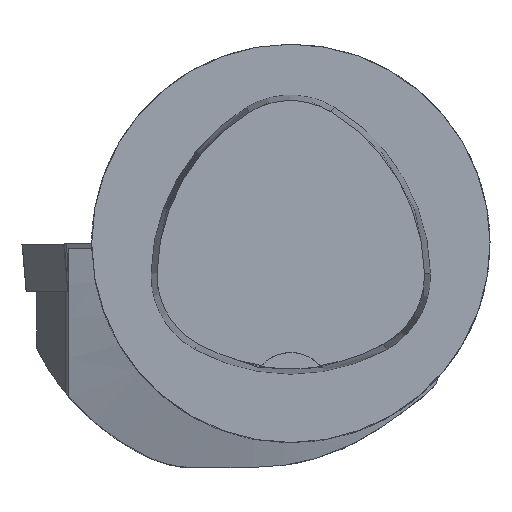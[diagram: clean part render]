
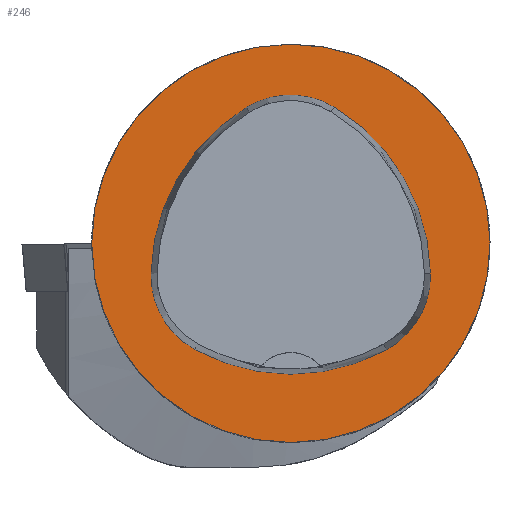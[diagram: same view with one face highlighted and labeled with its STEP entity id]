
A CAD part, top view. The second image highlights one B-rep face of the part: STEP entity #246.
In plain terms, the highlighted planar face has unit normal (0, 0, 1).
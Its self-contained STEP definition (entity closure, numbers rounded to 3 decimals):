
#246=ADVANCED_FACE('',(#486,#487),#297,.T.);
#297=PLANE('',#1410);
#486=FACE_BOUND('',#544,.T.);
#487=FACE_BOUND('',#545,.T.);
#544=EDGE_LOOP('',(#779,#780,#781,#782,#783,#784));
#545=EDGE_LOOP('',(#785));
#779=ORIENTED_EDGE('',*,*,#1156,.T.);
#780=ORIENTED_EDGE('',*,*,#1136,.T.);
#781=ORIENTED_EDGE('',*,*,#1140,.T.);
#782=ORIENTED_EDGE('',*,*,#1143,.T.);
#783=ORIENTED_EDGE('',*,*,#1146,.T.);
#784=ORIENTED_EDGE('',*,*,#1154,.T.);
#785=ORIENTED_EDGE('',*,*,#1116,.F.);
#990=VERTEX_POINT('',#2117);
#1002=VERTEX_POINT('',#2196);
#1003=VERTEX_POINT('',#2197);
#1006=VERTEX_POINT('',#2205);
#1008=VERTEX_POINT('',#2211);
#1010=VERTEX_POINT('',#2217);
#1017=VERTEX_POINT('',#2238);
#1116=EDGE_CURVE('',#990,#990,#1210,.T.);
#1136=EDGE_CURVE('',#1002,#1003,#1213,.T.);
#1140=EDGE_CURVE('',#1003,#1006,#1215,.T.);
#1143=EDGE_CURVE('',#1006,#1008,#1217,.T.);
#1146=EDGE_CURVE('',#1008,#1010,#1219,.T.);
#1154=EDGE_CURVE('',#1010,#1017,#1223,.T.);
#1156=EDGE_CURVE('',#1017,#1002,#1225,.T.);
#1210=CIRCLE('',#1375,20.);
#1213=CIRCLE('',#1388,20.);
#1215=CIRCLE('',#1391,8.5);
#1217=CIRCLE('',#1394,20.);
#1219=CIRCLE('',#1397,8.5);
#1223=CIRCLE('',#1402,20.);
#1225=CIRCLE('',#1405,8.5);
#1375=AXIS2_PLACEMENT_3D('',#2116,#1634,#1635);
#1388=AXIS2_PLACEMENT_3D('',#2195,#1663,#1664);
#1391=AXIS2_PLACEMENT_3D('',#2204,#1671,#1672);
#1394=AXIS2_PLACEMENT_3D('',#2210,#1678,#1679);
#1397=AXIS2_PLACEMENT_3D('',#2216,#1685,#1686);
#1402=AXIS2_PLACEMENT_3D('',#2239,#1697,#1698);
#1405=AXIS2_PLACEMENT_3D('',#2242,#1703,#1704);
#1410=AXIS2_PLACEMENT_3D('',#2247,#1713,#1714);
#1634=DIRECTION('',(0.,0.,-1.));
#1635=DIRECTION('',(-1.,0.,0.));
#1663=DIRECTION('',(0.,0.,-1.));
#1664=DIRECTION('',(-1.,0.,0.));
#1671=DIRECTION('',(0.,0.,-1.));
#1672=DIRECTION('',(-1.,0.,0.));
#1678=DIRECTION('',(0.,0.,-1.));
#1679=DIRECTION('',(-1.,0.,0.));
#1685=DIRECTION('',(0.,0.,-1.));
#1686=DIRECTION('',(-1.,0.,0.));
#1697=DIRECTION('',(0.,0.,-1.));
#1698=DIRECTION('',(-1.,0.,0.));
#1703=DIRECTION('',(0.,0.,-1.));
#1704=DIRECTION('',(-1.,0.,0.));
#1713=DIRECTION('',(0.,0.,1.));
#1714=DIRECTION('',(1.,0.,0.));
#2116=CARTESIAN_POINT('',(0.,0.,0.));
#2117=CARTESIAN_POINT('',(-20.,0.,0.));
#2195=CARTESIAN_POINT('',(5.955,-3.414,0.));
#2196=CARTESIAN_POINT('',(-14.041,-3.042,0.));
#2197=CARTESIAN_POINT('',(-4.472,13.653,0.));
#2204=CARTESIAN_POINT('',(-0.04,6.4,0.));
#2205=CARTESIAN_POINT('',(4.347,13.68,0.));
#2210=CARTESIAN_POINT('',(-5.976,-3.45,0.));
#2211=CARTESIAN_POINT('',(14.021,-3.075,0.));
#2216=CARTESIAN_POINT('',(5.522,-3.235,0.));
#2217=CARTESIAN_POINT('',(9.588,-10.699,0.));
#2238=CARTESIAN_POINT('',(-9.655,-10.639,0.));
#2239=CARTESIAN_POINT('',(0.022,6.864,0.));
#2242=CARTESIAN_POINT('',(-5.543,-3.2,0.));
#2247=CARTESIAN_POINT('',(0.,0.,0.));
